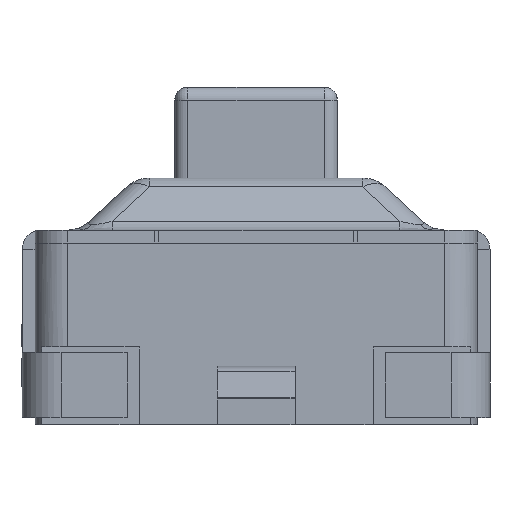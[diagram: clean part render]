
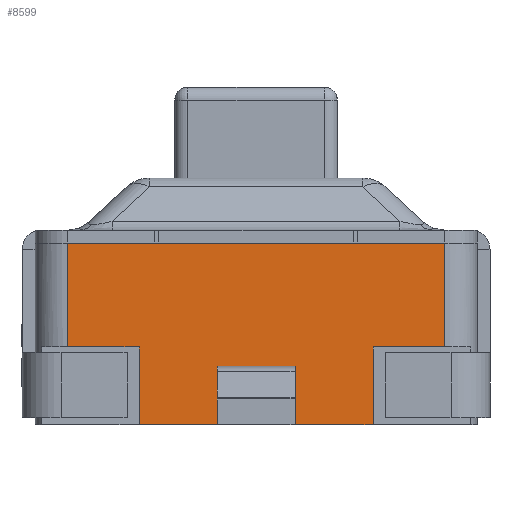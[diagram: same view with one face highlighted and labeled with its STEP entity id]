
A CAD part, left-side view. The second image highlights one B-rep face of the part: STEP entity #8599.
In plain terms, the highlighted planar face has unit normal (-1, 0, 0).
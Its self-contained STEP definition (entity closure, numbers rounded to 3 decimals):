
#258=FACE_BOUND('',#1137,.T.);
#632=FACE_OUTER_BOUND('',#1136,.T.);
#1136=EDGE_LOOP('',(#5784,#5785,#5786,#5787,#5788,#5789,#5790,#5791));
#1137=EDGE_LOOP('',(#5792,#5793,#5794,#5795));
#1701=LINE('',#11989,#2614);
#1735=LINE('',#12229,#2648);
#1751=LINE('',#12270,#2664);
#1752=LINE('',#12274,#2665);
#1753=LINE('',#12275,#2666);
#1754=LINE('',#12277,#2667);
#1755=LINE('',#12278,#2668);
#1756=LINE('',#12279,#2669);
#1757=LINE('',#12282,#2670);
#1758=LINE('',#12284,#2671);
#1759=LINE('',#12286,#2672);
#1760=LINE('',#12287,#2673);
#2614=VECTOR('',#9894,1.);
#2648=VECTOR('',#9934,1.);
#2664=VECTOR('',#9972,1.);
#2665=VECTOR('',#9977,1.);
#2666=VECTOR('',#9978,1.);
#2667=VECTOR('',#9979,1.);
#2668=VECTOR('',#9980,1.);
#2669=VECTOR('',#9981,1.);
#2670=VECTOR('',#9982,1.);
#2671=VECTOR('',#9983,1.);
#2672=VECTOR('',#9984,1.);
#2673=VECTOR('',#9985,1.);
#3493=VERTEX_POINT('',#11959);
#3507=VERTEX_POINT('',#11987);
#3549=VERTEX_POINT('',#12221);
#3552=VERTEX_POINT('',#12227);
#3565=VERTEX_POINT('',#12267);
#3566=VERTEX_POINT('',#12269);
#3567=VERTEX_POINT('',#12273);
#3568=VERTEX_POINT('',#12276);
#3569=VERTEX_POINT('',#12280);
#3570=VERTEX_POINT('',#12281);
#3571=VERTEX_POINT('',#12283);
#3572=VERTEX_POINT('',#12285);
#4345=EDGE_CURVE('',#3493,#3507,#1701,.T.);
#4391=EDGE_CURVE('',#3552,#3549,#1735,.T.);
#4412=EDGE_CURVE('',#3566,#3565,#1751,.T.);
#4414=EDGE_CURVE('',#3565,#3567,#1752,.T.);
#4415=EDGE_CURVE('',#3567,#3493,#1753,.T.);
#4416=EDGE_CURVE('',#3507,#3568,#1754,.T.);
#4417=EDGE_CURVE('',#3568,#3549,#1755,.T.);
#4418=EDGE_CURVE('',#3566,#3552,#1756,.T.);
#4419=EDGE_CURVE('',#3569,#3570,#1757,.T.);
#4420=EDGE_CURVE('',#3570,#3571,#1758,.T.);
#4421=EDGE_CURVE('',#3571,#3572,#1759,.T.);
#4422=EDGE_CURVE('',#3572,#3569,#1760,.T.);
#5784=ORIENTED_EDGE('',*,*,#4414,.T.);
#5785=ORIENTED_EDGE('',*,*,#4415,.T.);
#5786=ORIENTED_EDGE('',*,*,#4345,.T.);
#5787=ORIENTED_EDGE('',*,*,#4416,.T.);
#5788=ORIENTED_EDGE('',*,*,#4417,.T.);
#5789=ORIENTED_EDGE('',*,*,#4391,.F.);
#5790=ORIENTED_EDGE('',*,*,#4418,.F.);
#5791=ORIENTED_EDGE('',*,*,#4412,.T.);
#5792=ORIENTED_EDGE('',*,*,#4419,.T.);
#5793=ORIENTED_EDGE('',*,*,#4420,.T.);
#5794=ORIENTED_EDGE('',*,*,#4421,.T.);
#5795=ORIENTED_EDGE('',*,*,#4422,.T.);
#8031=PLANE('',#9148);
#8599=ADVANCED_FACE('',(#632,#258),#8031,.F.);
#9148=AXIS2_PLACEMENT_3D('',#12272,#9975,#9976);
#9894=DIRECTION('',(0.,-1.,0.));
#9934=DIRECTION('',(0.,0.,-1.));
#9972=DIRECTION('',(0.,0.,-1.));
#9975=DIRECTION('center_axis',(1.,0.,0.));
#9976=DIRECTION('ref_axis',(0.,0.,-1.));
#9977=DIRECTION('',(0.,-1.,0.));
#9978=DIRECTION('',(0.,0.,-1.));
#9979=DIRECTION('',(0.,0.,1.));
#9980=DIRECTION('',(0.,-1.,0.));
#9981=DIRECTION('',(0.,-1.,0.));
#9982=DIRECTION('',(0.,0.,-1.));
#9983=DIRECTION('',(0.,1.,0.));
#9984=DIRECTION('',(0.,0.,1.));
#9985=DIRECTION('',(0.,-1.,0.));
#11959=CARTESIAN_POINT('',(-3.05,0.9,0.));
#11987=CARTESIAN_POINT('',(-3.05,-0.9,0.));
#11989=CARTESIAN_POINT('',(-3.05,-1.45,0.));
#12221=CARTESIAN_POINT('',(-3.05,-1.45,0.6));
#12227=CARTESIAN_POINT('',(-3.05,-1.45,1.4));
#12229=CARTESIAN_POINT('',(-3.05,-1.45,1.4));
#12267=CARTESIAN_POINT('',(-3.05,1.45,0.6));
#12269=CARTESIAN_POINT('',(-3.05,1.45,1.4));
#12270=CARTESIAN_POINT('',(-3.05,1.45,1.4));
#12272=CARTESIAN_POINT('Origin',(-3.05,-1.45,1.4));
#12273=CARTESIAN_POINT('',(-3.05,0.9,0.6));
#12274=CARTESIAN_POINT('',(-3.05,-1.45,0.6));
#12275=CARTESIAN_POINT('',(-3.05,0.9,1.4));
#12276=CARTESIAN_POINT('',(-3.05,-0.9,0.6));
#12277=CARTESIAN_POINT('',(-3.05,-0.9,1.4));
#12278=CARTESIAN_POINT('',(-3.05,-1.45,0.6));
#12279=CARTESIAN_POINT('',(-3.05,-1.45,1.4));
#12280=CARTESIAN_POINT('',(-3.05,-0.3,0.452));
#12281=CARTESIAN_POINT('',(-3.05,-0.3,0.252));
#12282=CARTESIAN_POINT('',(-3.05,-0.3,0.252));
#12283=CARTESIAN_POINT('',(-3.05,0.3,0.252));
#12284=CARTESIAN_POINT('',(-3.05,-0.3,0.252));
#12285=CARTESIAN_POINT('',(-3.05,0.3,0.452));
#12286=CARTESIAN_POINT('',(-3.05,0.3,0.252));
#12287=CARTESIAN_POINT('',(-3.05,-0.3,0.452));
